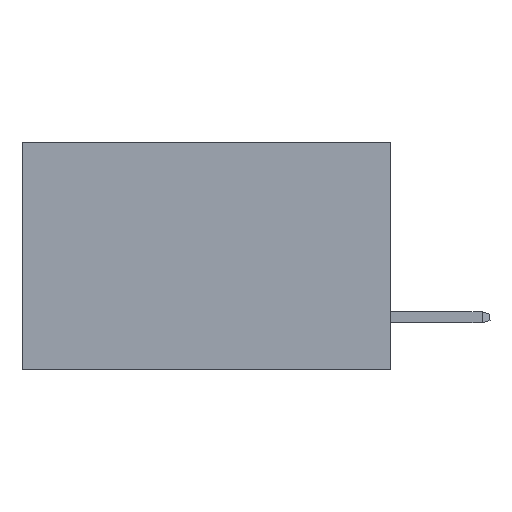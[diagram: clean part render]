
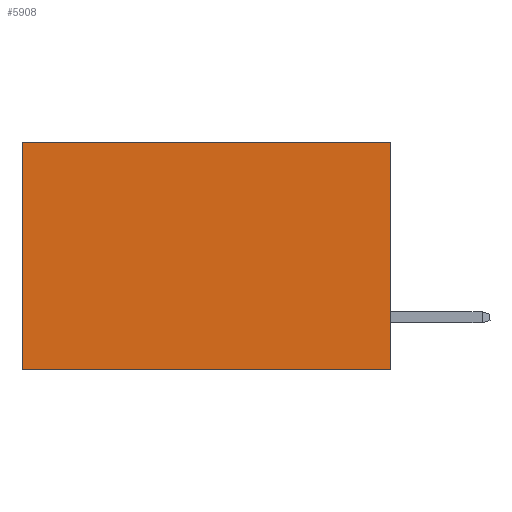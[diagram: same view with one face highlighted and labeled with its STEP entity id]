
A CAD part, left-side view. The second image highlights one B-rep face of the part: STEP entity #5908.
In plain terms, the highlighted planar face has unit normal (-1, 0, 0).
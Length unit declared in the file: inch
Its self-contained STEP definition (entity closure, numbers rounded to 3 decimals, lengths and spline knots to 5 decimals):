
#194 = CARTESIAN_POINT ( 'NONE',  ( 0.2875, 0., -0.37 ) ) ;
#492 = DIRECTION ( 'NONE',  ( 0., 0., -1. ) ) ;
#733 = CARTESIAN_POINT ( 'NONE',  ( 0.2875, 0., 0. ) ) ;
#903 = DIRECTION ( 'NONE',  ( 0., 1., 0. ) ) ;
#931 = DIRECTION ( 'NONE',  ( 0., 0., -1. ) ) ;
#987 = VECTOR ( 'NONE', #492, 39.37008 ) ;
#1117 = CARTESIAN_POINT ( 'NONE',  ( 0.2875, 0., -0.37 ) ) ;
#1238 = EDGE_CURVE ( 'NONE', #6315, #4121, #1541, .T. ) ;
#1398 = DIRECTION ( 'NONE',  ( 0., 1., 0. ) ) ;
#1541 = LINE ( 'NONE', #3025, #8365 ) ;
#1832 = LINE ( 'NONE', #194, #3064 ) ;
#1958 = PLANE ( 'NONE',  #6549 ) ;
#2206 = EDGE_LOOP ( 'NONE', ( #3324, #8109, #2668, #4383 ) ) ;
#2418 = VERTEX_POINT ( 'NONE', #8136 ) ;
#2550 = VERTEX_POINT ( 'NONE', #4766 ) ;
#2660 = VECTOR ( 'NONE', #1398, 39.37008 ) ;
#2668 = ORIENTED_EDGE ( 'NONE', *, *, #1238, .F. ) ;
#2860 = EDGE_CURVE ( 'NONE', #2418, #2550, #8433, .T. ) ;
#3025 = CARTESIAN_POINT ( 'NONE',  ( 0.2875, 0., 0. ) ) ;
#3064 = VECTOR ( 'NONE', #903, 39.37008 ) ;
#3324 = ORIENTED_EDGE ( 'NONE', *, *, #2860, .T. ) ;
#4121 = VERTEX_POINT ( 'NONE', #1117 ) ;
#4167 = DIRECTION ( 'NONE',  ( 0., 0., -1. ) ) ;
#4383 = ORIENTED_EDGE ( 'NONE', *, *, #6853, .T. ) ;
#4766 = CARTESIAN_POINT ( 'NONE',  ( 0.2875, 0.6, -0.37 ) ) ;
#5059 = CARTESIAN_POINT ( 'NONE',  ( 0.2875, 0.6, 0. ) ) ;
#5126 = CARTESIAN_POINT ( 'NONE',  ( 0.2875, 0., 0. ) ) ;
#5162 = DIRECTION ( 'NONE',  ( 1., 0., 0. ) ) ;
#5578 = CARTESIAN_POINT ( 'NONE',  ( 0.2875, 0., 0. ) ) ;
#5908 = ADVANCED_FACE ( 'NONE', ( #7778 ), #1958, .F. ) ;
#6195 = LINE ( 'NONE', #733, #2660 ) ;
#6315 = VERTEX_POINT ( 'NONE', #5126 ) ;
#6549 = AXIS2_PLACEMENT_3D ( 'NONE', #5578, #5162, #4167 ) ;
#6853 = EDGE_CURVE ( 'NONE', #6315, #2418, #6195, .T. ) ;
#7679 = EDGE_CURVE ( 'NONE', #4121, #2550, #1832, .T. ) ;
#7778 = FACE_OUTER_BOUND ( 'NONE', #2206, .T. ) ;
#8109 = ORIENTED_EDGE ( 'NONE', *, *, #7679, .F. ) ;
#8136 = CARTESIAN_POINT ( 'NONE',  ( 0.2875, 0.6, 0. ) ) ;
#8365 = VECTOR ( 'NONE', #931, 39.37008 ) ;
#8433 = LINE ( 'NONE', #5059, #987 ) ;
